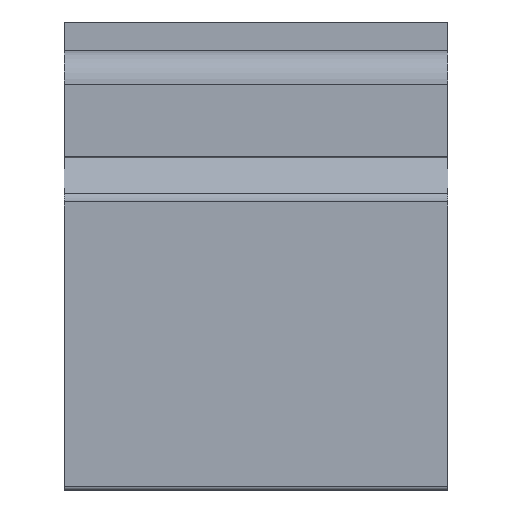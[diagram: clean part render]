
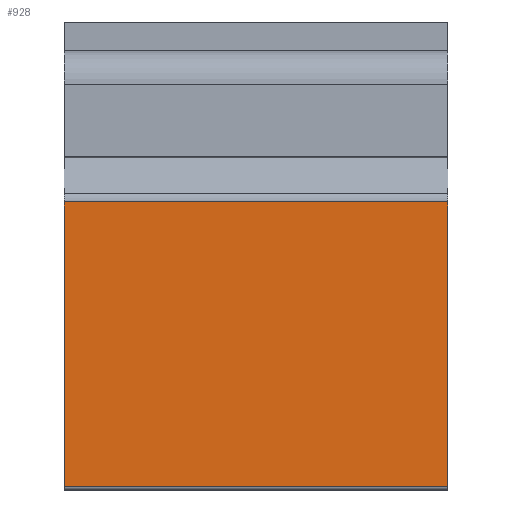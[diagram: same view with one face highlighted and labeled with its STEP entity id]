
A CAD part, front view. The second image highlights one B-rep face of the part: STEP entity #928.
In plain terms, the highlighted planar face has unit normal (0, -1, 0).
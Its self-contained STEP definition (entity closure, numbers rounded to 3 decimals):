
#472=CARTESIAN_POINT('POINT27',(10.26,-38.862,-328.651))
   ;
#473=VERTEX_POINT('VERTEX27',#472);
#594=CARTESIAN_POINT('POINT32',(-260.604,-38.862,
   -328.651));
#595=VERTEX_POINT('VERTEX32',#594);
#666=CARTESIAN_POINT('POINT35',(10.26,-38.862,
   -127.288));
#667=VERTEX_POINT('VERTEX35',#666);
#674=CARTESIAN_POINT('POS84',(10.26,-38.862,
   -127.288));
#675=DIRECTION('DIR121',(0.,0.,-1.));
#676=VECTOR('VEC47',#675,1.);
#677=LINE('STRAIGHT47',#674,#676);
#678=EDGE_CURVE('EDGE59',#667,#473,#677,.T.);
#692=CARTESIAN_POINT('POS86',(-260.604,-38.862,-328.651)
   );
#693=DIRECTION('DIR124',(1.,0.,0.));
#694=VECTOR('VEC48',#693,1.);
#695=LINE('STRAIGHT48',#692,#694);
#696=EDGE_CURVE('EDGE60',#595,#473,#695,.T.);
#809=CARTESIAN_POINT('POINT42',(-260.604,-38.862,
   -127.288));
#810=VERTEX_POINT('VERTEX42',#809);
#811=CARTESIAN_POINT('POS99',(-260.604,-38.862,
   -127.288));
#812=DIRECTION('DIR145',(0.,0.,-1.));
#813=VECTOR('VEC53',#812,1.);
#814=LINE('STRAIGHT53',#811,#813);
#815=EDGE_CURVE('EDGE71',#810,#595,#814,.T.);
#912=ORIENTED_EDGE('COEDGE143',*,*,#696,.T.);
#913=ORIENTED_EDGE('COEDGE144',*,*,#678,.F.);
#914=CARTESIAN_POINT('POS111',(-260.604,-38.862,
   -127.288));
#915=DIRECTION('DIR164',(1.,0.,0.));
#916=VECTOR('VEC58',#915,1.);
#917=LINE('STRAIGHT58',#914,#916);
#918=EDGE_CURVE('EDGE80',#810,#667,#917,.T.);
#919=ORIENTED_EDGE('COEDGE145',*,*,#918,.F.);
#920=ORIENTED_EDGE('COEDGE146',*,*,#815,.T.);
#921=EDGE_LOOP('NONE',(#912,#913,#919,#920));
#922=FACE_BOUND('LOOP1',#921,.T.);
#923=CARTESIAN_POINT('POS112',(-260.604,-38.862,
   -127.288));
#924=DIRECTION('DIR165',(0.,1.,0.));
#925=DIRECTION('DIR166',(1.,0.,0.));
#926=AXIS2_PLACEMENT_3D('AXIS54',#923,#924,#925);
#927=PLANE('PLANE26',#926);
#928=ADVANCED_FACE('FACE36',(#922),#927,.F.);
